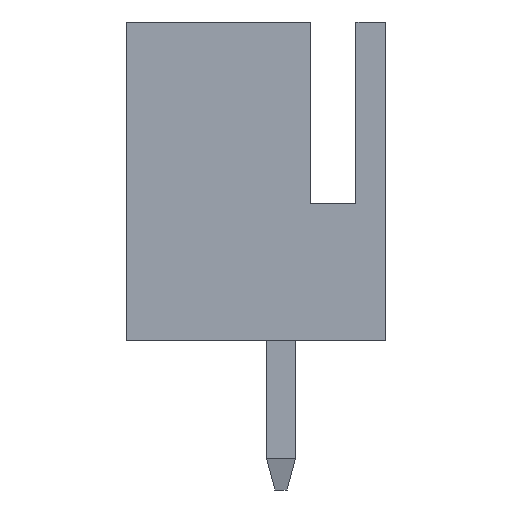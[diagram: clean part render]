
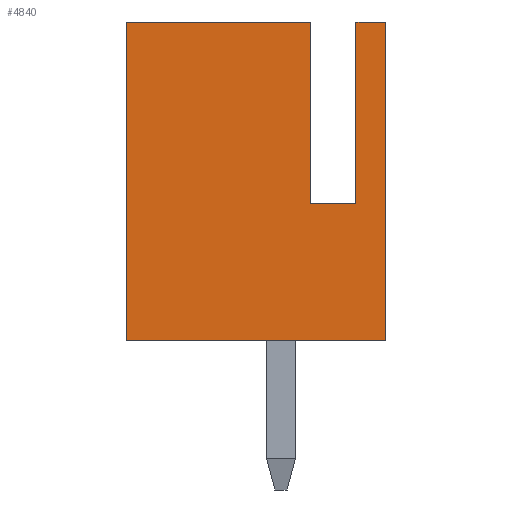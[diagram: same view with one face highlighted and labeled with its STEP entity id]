
A CAD part, left-side view. The second image highlights one B-rep face of the part: STEP entity #4840.
In plain terms, the highlighted planar face has unit normal (-1, 0, 0).
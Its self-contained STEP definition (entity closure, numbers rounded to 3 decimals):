
#369 = DIRECTION ( 'NONE',  ( 1., 0., 0. ) ) ;
#410 = CARTESIAN_POINT ( 'NONE',  ( -21.3, 1.65, 7. ) ) ;
#617 = CARTESIAN_POINT ( 'NONE',  ( -21.3, 5.7, 7. ) ) ;
#942 = CARTESIAN_POINT ( 'NONE',  ( -21.3, 1.65, 3. ) ) ;
#1144 = DIRECTION ( 'NONE',  ( 0., -1., 0. ) ) ;
#1274 = CARTESIAN_POINT ( 'NONE',  ( -21.3, 5.7, 0. ) ) ;
#1357 = DIRECTION ( 'NONE',  ( 0., 0., 1. ) ) ;
#1385 = EDGE_CURVE ( 'NONE', #8529, #4103, #5158, .T. ) ;
#1722 = FACE_OUTER_BOUND ( 'NONE', #8200, .T. ) ;
#2037 = VECTOR ( 'NONE', #4712, 1000. ) ;
#2093 = CARTESIAN_POINT ( 'NONE',  ( -21.3, 0., 0. ) ) ;
#3196 = EDGE_CURVE ( 'NONE', #13832, #11305, #11613, .T. ) ;
#3222 = LINE ( 'NONE', #14679, #10987 ) ;
#3312 = ORIENTED_EDGE ( 'NONE', *, *, #14499, .T. ) ;
#3437 = LINE ( 'NONE', #10581, #6746 ) ;
#3492 = DIRECTION ( 'NONE',  ( 0., -1., 0. ) ) ;
#3611 = VERTEX_POINT ( 'NONE', #8074 ) ;
#4103 = VERTEX_POINT ( 'NONE', #2093 ) ;
#4483 = VERTEX_POINT ( 'NONE', #10296 ) ;
#4712 = DIRECTION ( 'NONE',  ( 0., 1., 0. ) ) ;
#4840 = ADVANCED_FACE ( 'NONE', ( #1722 ), #5807, .F. ) ;
#5083 = ORIENTED_EDGE ( 'NONE', *, *, #10218, .F. ) ;
#5158 = LINE ( 'NONE', #1274, #15506 ) ;
#5680 = EDGE_CURVE ( 'NONE', #3611, #4483, #17922, .T. ) ;
#5807 = PLANE ( 'NONE',  #11119 ) ;
#6006 = VECTOR ( 'NONE', #1144, 1000. ) ;
#6129 = LINE ( 'NONE', #17332, #10319 ) ;
#6148 = DIRECTION ( 'NONE',  ( 0., 0., -1. ) ) ;
#6361 = ORIENTED_EDGE ( 'NONE', *, *, #14649, .F. ) ;
#6746 = VECTOR ( 'NONE', #6148, 1000. ) ;
#6759 = VECTOR ( 'NONE', #16887, 1000. ) ;
#6843 = EDGE_CURVE ( 'NONE', #3611, #7399, #7741, .T. ) ;
#7055 = VECTOR ( 'NONE', #1357, 1000. ) ;
#7308 = ORIENTED_EDGE ( 'NONE', *, *, #9440, .F. ) ;
#7399 = VERTEX_POINT ( 'NONE', #942 ) ;
#7741 = LINE ( 'NONE', #13343, #2037 ) ;
#8074 = CARTESIAN_POINT ( 'NONE',  ( -21.3, 0.65, 3. ) ) ;
#8200 = EDGE_LOOP ( 'NONE', ( #16646, #13868, #6361, #13140, #3312, #17540, #5083, #7308 ) ) ;
#8529 = VERTEX_POINT ( 'NONE', #9531 ) ;
#8947 = DIRECTION ( 'NONE',  ( 0., 0., -1. ) ) ;
#9440 = EDGE_CURVE ( 'NONE', #4483, #11097, #3222, .T. ) ;
#9531 = CARTESIAN_POINT ( 'NONE',  ( -21.3, 5.7, 0. ) ) ;
#10218 = EDGE_CURVE ( 'NONE', #11097, #4103, #6129, .T. ) ;
#10296 = CARTESIAN_POINT ( 'NONE',  ( -21.3, 0.65, 7. ) ) ;
#10319 = VECTOR ( 'NONE', #11773, 1000. ) ;
#10581 = CARTESIAN_POINT ( 'NONE',  ( -21.3, 5.7, 7. ) ) ;
#10802 = DIRECTION ( 'NONE',  ( 0., -1., 0. ) ) ;
#10861 = CARTESIAN_POINT ( 'NONE',  ( -21.3, 1.65, 7. ) ) ;
#10987 = VECTOR ( 'NONE', #3492, 1000. ) ;
#11097 = VERTEX_POINT ( 'NONE', #16746 ) ;
#11119 = AXIS2_PLACEMENT_3D ( 'NONE', #11634, #369, #8947 ) ;
#11305 = VERTEX_POINT ( 'NONE', #10861 ) ;
#11613 = LINE ( 'NONE', #13053, #6006 ) ;
#11634 = CARTESIAN_POINT ( 'NONE',  ( -21.3, 5.7, 7. ) ) ;
#11773 = DIRECTION ( 'NONE',  ( 0., 0., -1. ) ) ;
#12353 = CARTESIAN_POINT ( 'NONE',  ( -21.3, 0.65, 7. ) ) ;
#13053 = CARTESIAN_POINT ( 'NONE',  ( -21.3, 5.7, 7. ) ) ;
#13140 = ORIENTED_EDGE ( 'NONE', *, *, #3196, .F. ) ;
#13343 = CARTESIAN_POINT ( 'NONE',  ( -21.3, 5.7, 3. ) ) ;
#13832 = VERTEX_POINT ( 'NONE', #617 ) ;
#13868 = ORIENTED_EDGE ( 'NONE', *, *, #6843, .T. ) ;
#14499 = EDGE_CURVE ( 'NONE', #13832, #8529, #3437, .T. ) ;
#14649 = EDGE_CURVE ( 'NONE', #11305, #7399, #16807, .T. ) ;
#14679 = CARTESIAN_POINT ( 'NONE',  ( -21.3, 5.7, 7. ) ) ;
#15506 = VECTOR ( 'NONE', #10802, 1000. ) ;
#16646 = ORIENTED_EDGE ( 'NONE', *, *, #5680, .F. ) ;
#16746 = CARTESIAN_POINT ( 'NONE',  ( -21.3, 0., 7. ) ) ;
#16807 = LINE ( 'NONE', #410, #6759 ) ;
#16887 = DIRECTION ( 'NONE',  ( 0., 0., -1. ) ) ;
#17332 = CARTESIAN_POINT ( 'NONE',  ( -21.3, 0., 7. ) ) ;
#17540 = ORIENTED_EDGE ( 'NONE', *, *, #1385, .T. ) ;
#17922 = LINE ( 'NONE', #12353, #7055 ) ;
